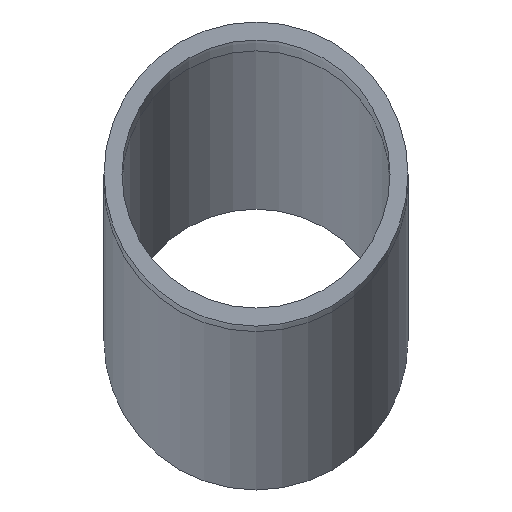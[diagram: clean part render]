
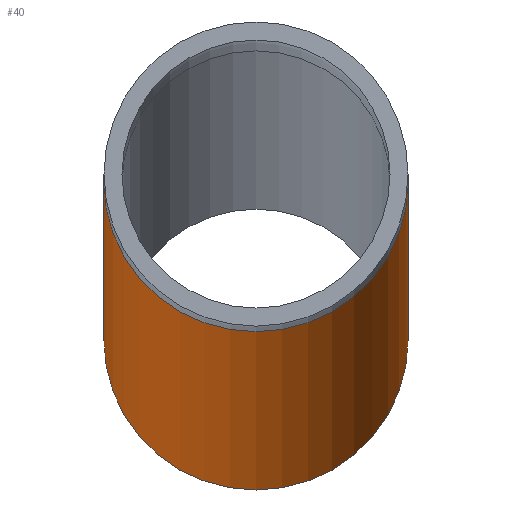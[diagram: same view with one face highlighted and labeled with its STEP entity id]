
A CAD part, left-side view. The second image highlights one B-rep face of the part: STEP entity #40.
In plain terms, the highlighted cylindrical face has radius 70 mm (diameter 140 mm), a full revolution.
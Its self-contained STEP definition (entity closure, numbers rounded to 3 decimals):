
#40 = ADVANCED_FACE( '', ( #81, #82 ), #83, .T. );
#81 = FACE_OUTER_BOUND( '', #120, .T. );
#82 = FACE_OUTER_BOUND( '', #121, .T. );
#83 = CYLINDRICAL_SURFACE( '', #122, 70. );
#120 = EDGE_LOOP( '', ( #161 ) );
#121 = EDGE_LOOP( '', ( #162 ) );
#122 = AXIS2_PLACEMENT_3D( '', #163, #164, #165 );
#161 = ORIENTED_EDGE( '', *, *, #193, .T. );
#162 = ORIENTED_EDGE( '', *, *, #191, .F. );
#163 = CARTESIAN_POINT( '', ( 797.051, 0., -76.747 ) );
#164 = DIRECTION( '', ( -0.982, 0., 0.191 ) );
#165 = DIRECTION( '', ( -0.191, 0., -0.982 ) );
#191 = EDGE_CURVE( '', #211, #211, #212, .T. );
#193 = EDGE_CURVE( '', #214, #214, #215, .T. );
#211 = VERTEX_POINT( '', #235 );
#212 = CIRCLE( '', #236, 70. );
#214 = VERTEX_POINT( '', #238 );
#215 = CIRCLE( '', #239, 70. );
#235 = CARTESIAN_POINT( '', ( 783.695, 0., -145.461 ) );
#236 = AXIS2_PLACEMENT_3D( '', #260, #261, #262 );
#238 = CARTESIAN_POINT( '', ( 422.07, 70., -3.858 ) );
#239 = AXIS2_PLACEMENT_3D( '', #263, #264, #265 );
#260 = CARTESIAN_POINT( '', ( 797.051, 0., -76.747 ) );
#261 = DIRECTION( '', ( 0.982, 0., -0.191 ) );
#262 = DIRECTION( '', ( -0.191, 0., -0.982 ) );
#263 = CARTESIAN_POINT( '', ( 422.07, 0., -3.858 ) );
#264 = DIRECTION( '', ( 0.982, 0., -0.191 ) );
#265 = DIRECTION( '', ( 0., 1., 0. ) );
